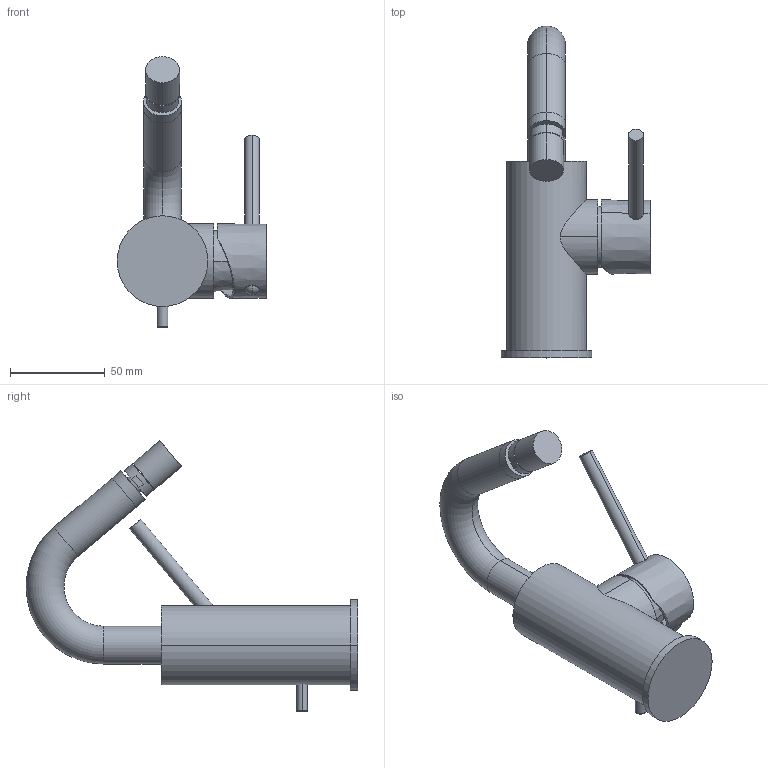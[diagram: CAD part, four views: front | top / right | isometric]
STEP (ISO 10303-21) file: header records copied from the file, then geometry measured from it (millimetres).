
FILE_DESCRIPTION((''),'2;1');
FILE_NAME('LIG937CR','2021-01-21T15:56:44',('ut3'),('PAFFONI SpA'),'CREO PARAMETRIC BY PTC INC, 2020044','CREO PARAMETRIC BY PTC INC, 2020044','');
FILE_SCHEMA(('CONFIG_CONTROL_DESIGN','SHAPE_APPEARANCE_LAYERS_GROUPS'));
Length unit declared in the file: millimetre
Products named in the file (1): LIG937CR
Bounding box: 79.15 x 175.5 x 143.16 mm (x, y, z)
Surface area: 46154.5 mm2 (no closed solid volume)
Topology: 0 solids, 22 shells, 128 faces, 337 edges, 226 vertices
Faces by surface type: cylinder 54, plane 53, cone 15, torus 4, sphere 2
Entity records: 5233 total; most frequent: CARTESIAN_POINT 1273, DIRECTION 643, ORIENTED_EDGE 594, EDGE_CURVE 333, AXIS2_PLACEMENT_3D 244, VERTEX_POINT 226, VECTOR 155, LINE 155
